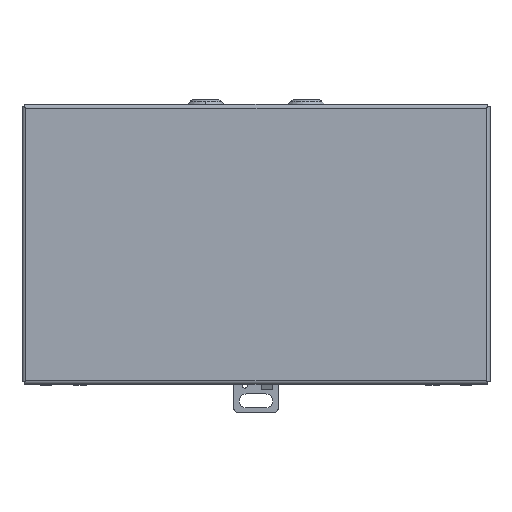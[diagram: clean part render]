
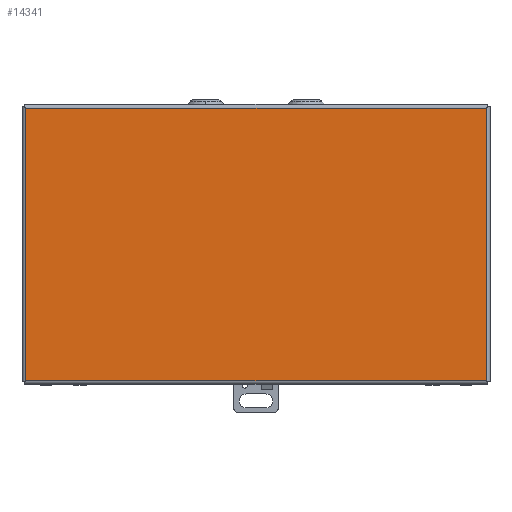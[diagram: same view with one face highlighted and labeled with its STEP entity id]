
A CAD part, top view. The second image highlights one B-rep face of the part: STEP entity #14341.
In plain terms, the highlighted planar face has unit normal (0, 0, 1).
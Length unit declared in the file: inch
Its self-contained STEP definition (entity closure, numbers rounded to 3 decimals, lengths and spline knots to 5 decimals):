
#41 = VERTEX_POINT ( 'NONE', #6009 ) ;
#65 = EDGE_CURVE ( 'NONE', #10637, #1684, #15582, .T. ) ;
#141 = LINE ( 'NONE', #11233, #8459 ) ;
#1059 = EDGE_CURVE ( 'NONE', #1684, #41, #1531, .T. ) ;
#1376 = DIRECTION ( 'NONE',  ( -1., 0., 0. ) ) ;
#1531 = LINE ( 'NONE', #11346, #8281 ) ;
#1684 = VERTEX_POINT ( 'NONE', #14768 ) ;
#1717 = ORIENTED_EDGE ( 'NONE', *, *, #8536, .F. ) ;
#2302 = DIRECTION ( 'NONE',  ( 0., -1., 0. ) ) ;
#2460 = ORIENTED_EDGE ( 'NONE', *, *, #9646, .F. ) ;
#3042 = ORIENTED_EDGE ( 'NONE', *, *, #1059, .F. ) ;
#3130 = PLANE ( 'NONE',  #15927 ) ;
#3671 = LINE ( 'NONE', #6088, #14647 ) ;
#4073 = VERTEX_POINT ( 'NONE', #10695 ) ;
#4505 = CARTESIAN_POINT ( 'NONE',  ( 5.1585, -0.029, 6.0285 ) ) ;
#4577 = FACE_OUTER_BOUND ( 'NONE', #11262, .T. ) ;
#4745 = DIRECTION ( 'NONE',  ( 0., 0., 1. ) ) ;
#4887 = ORIENTED_EDGE ( 'NONE', *, *, #65, .F. ) ;
#6009 = CARTESIAN_POINT ( 'NONE',  ( -5.1585, -6.135, 6.0285 ) ) ;
#6014 = DIRECTION ( 'NONE',  ( 1., 0., 0. ) ) ;
#6088 = CARTESIAN_POINT ( 'NONE',  ( -5.1585, -0.029, 6.0285 ) ) ;
#6194 = VECTOR ( 'NONE', #2302, 39.37008 ) ;
#7409 = CARTESIAN_POINT ( 'NONE',  ( 5.1585, -0.029, 6.0285 ) ) ;
#8281 = VECTOR ( 'NONE', #1376, 39.37008 ) ;
#8459 = VECTOR ( 'NONE', #15101, 39.37008 ) ;
#8536 = EDGE_CURVE ( 'NONE', #41, #4073, #141, .T. ) ;
#9646 = EDGE_CURVE ( 'NONE', #4073, #10637, #3671, .T. ) ;
#10637 = VERTEX_POINT ( 'NONE', #7409 ) ;
#10695 = CARTESIAN_POINT ( 'NONE',  ( -5.1585, -0.029, 6.0285 ) ) ;
#10832 = CARTESIAN_POINT ( 'NONE',  ( 5.1585, -0.029, 6.0285 ) ) ;
#11233 = CARTESIAN_POINT ( 'NONE',  ( -5.1585, -6.135, 6.0285 ) ) ;
#11262 = EDGE_LOOP ( 'NONE', ( #1717, #3042, #4887, #2460 ) ) ;
#11346 = CARTESIAN_POINT ( 'NONE',  ( 5.1585, -6.135, 6.0285 ) ) ;
#12056 = DIRECTION ( 'NONE',  ( -1., 0., 0. ) ) ;
#14341 = ADVANCED_FACE ( 'NONE', ( #4577 ), #3130, .T. ) ;
#14647 = VECTOR ( 'NONE', #6014, 39.37008 ) ;
#14768 = CARTESIAN_POINT ( 'NONE',  ( 5.1585, -6.135, 6.0285 ) ) ;
#15101 = DIRECTION ( 'NONE',  ( 0., 1., 0. ) ) ;
#15582 = LINE ( 'NONE', #10832, #6194 ) ;
#15927 = AXIS2_PLACEMENT_3D ( 'NONE', #4505, #4745, #12056 ) ;
